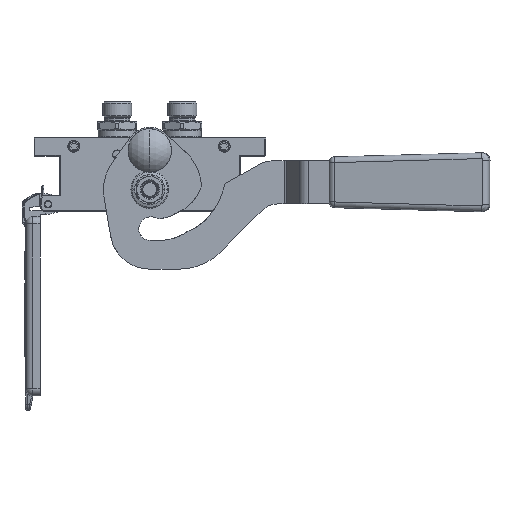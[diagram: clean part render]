
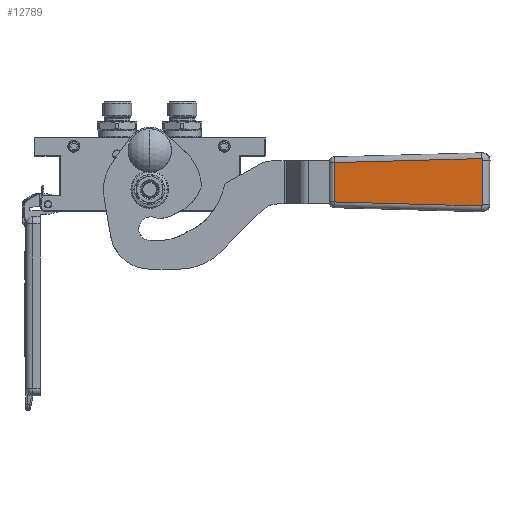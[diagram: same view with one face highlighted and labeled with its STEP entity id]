
A CAD part, front view. The second image highlights one B-rep face of the part: STEP entity #12789.
In plain terms, the highlighted face is planar.
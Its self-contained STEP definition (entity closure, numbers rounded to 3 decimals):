
#312 = EDGE_CURVE ( 'NONE', #36663, #57340, #96627, .T. ) ;
#658 = CARTESIAN_POINT ( 'NONE',  ( 16.363, 0.069, -5.081 ) ) ;
#7605 = DIRECTION ( 'NONE',  ( 1., 0., 0. ) ) ;
#12789 = ADVANCED_FACE ( 'NONE', ( #54081 ), #92720, .F. ) ;
#16261 = LINE ( 'NONE', #80822, #43059 ) ;
#16599 = EDGE_CURVE ( 'NONE', #18820, #36663, #54026, .T. ) ;
#18470 = DIRECTION ( 'NONE',  ( 0., -0.014, 1. ) ) ;
#18488 = AXIS2_PLACEMENT_3D ( 'NONE', #48411, #86211, #18470 ) ;
#18820 = VERTEX_POINT ( 'NONE', #27976 ) ;
#19759 = CARTESIAN_POINT ( 'NONE',  ( -16.364, 0.068, -5.014 ) ) ;
#20019 = B_SPLINE_CURVE_WITH_KNOTS ( 'NONE', 3,
 ( #64645, #19759, #64961, #71837, #34767, #57198, #26611, #86838, #94337, #20402, #72171 ),
 .UNSPECIFIED., .F., .F.,
 ( 4, 1, 1, 1, 1, 1, 1, 1, 4 ),
 ( 0., 0.125, 0.25, 0.375, 0.5, 0.625, 0.75, 0.875, 1. ),
 .UNSPECIFIED. ) ;
#20177 = EDGE_CURVE ( 'NONE', #31029, #18820, #86017, .T. ) ;
#20402 = CARTESIAN_POINT ( 'NONE',  ( -15.43, 0.055, -4.054 ) ) ;
#21812 = CARTESIAN_POINT ( 'NONE',  ( 16.364, 0.068, -5.014 ) ) ;
#26401 = CARTESIAN_POINT ( 'NONE',  ( 13.607, 1.447, -107.054 ) ) ;
#26611 = CARTESIAN_POINT ( 'NONE',  ( -15.931, 0.057, -4.223 ) ) ;
#27976 = CARTESIAN_POINT ( 'NONE',  ( 15.363, 0.055, -4.054 ) ) ;
#31029 = VERTEX_POINT ( 'NONE', #67294 ) ;
#31318 = VECTOR ( 'NONE', #72828, 1000. ) ;
#34767 = CARTESIAN_POINT ( 'NONE',  ( -16.209, 0.061, -4.509 ) ) ;
#36663 = VERTEX_POINT ( 'NONE', #42143 ) ;
#37426 = CARTESIAN_POINT ( 'NONE',  ( 15.43, 0.055, -4.054 ) ) ;
#37745 = CARTESIAN_POINT ( 'NONE',  ( 16.084, 0.059, -4.352 ) ) ;
#38639 = ORIENTED_EDGE ( 'NONE', *, *, #16599, .F. ) ;
#42143 = CARTESIAN_POINT ( 'NONE',  ( 16.363, 0.069, -5.081 ) ) ;
#43059 = VECTOR ( 'NONE', #59637, 1000. ) ;
#44260 = CARTESIAN_POINT ( 'NONE',  ( 15.363, 0.055, -4.054 ) ) ;
#45069 = EDGE_CURVE ( 'NONE', #80024, #31029, #20019, .T. ) ;
#48411 = CARTESIAN_POINT ( 'NONE',  ( 50., 1.5, -111. ) ) ;
#48964 = ORIENTED_EDGE ( 'NONE', *, *, #49399, .F. ) ;
#49399 = EDGE_CURVE ( 'NONE', #84191, #80024, #16261, .T. ) ;
#52075 = CARTESIAN_POINT ( 'NONE',  ( 15.562, 0.055, -4.067 ) ) ;
#52568 = LINE ( 'NONE', #26401, #71153 ) ;
#53610 = ORIENTED_EDGE ( 'NONE', *, *, #20177, .F. ) ;
#54026 = B_SPLINE_CURVE_WITH_KNOTS ( 'NONE', 3,
 ( #44260, #37426, #52075, #82344, #59575, #37745, #66408, #58934, #89850, #21812, #658 ),
 .UNSPECIFIED., .F., .F.,
 ( 4, 1, 1, 1, 1, 1, 1, 1, 4 ),
 ( 0., 0.125, 0.25, 0.375, 0.5, 0.625, 0.75, 0.875, 1. ),
 .UNSPECIFIED. ) ;
#54081 = FACE_OUTER_BOUND ( 'NONE', #89843, .T. ) ;
#56378 = EDGE_CURVE ( 'NONE', #57340, #84191, #52568, .T. ) ;
#57198 = CARTESIAN_POINT ( 'NONE',  ( -16.084, 0.059, -4.352 ) ) ;
#57340 = VERTEX_POINT ( 'NONE', #84524 ) ;
#57719 = ORIENTED_EDGE ( 'NONE', *, *, #56378, .F. ) ;
#58934 = CARTESIAN_POINT ( 'NONE',  ( 16.301, 0.063, -4.688 ) ) ;
#59575 = CARTESIAN_POINT ( 'NONE',  ( 15.931, 0.057, -4.223 ) ) ;
#59637 = DIRECTION ( 'NONE',  ( -0.027, -0.014, 1. ) ) ;
#64645 = CARTESIAN_POINT ( 'NONE',  ( -16.363, 0.069, -5.081 ) ) ;
#64961 = CARTESIAN_POINT ( 'NONE',  ( -16.355, 0.066, -4.882 ) ) ;
#65337 = ORIENTED_EDGE ( 'NONE', *, *, #45069, .F. ) ;
#66408 = CARTESIAN_POINT ( 'NONE',  ( 16.209, 0.061, -4.509 ) ) ;
#67294 = CARTESIAN_POINT ( 'NONE',  ( -15.363, 0.055, -4.054 ) ) ;
#70396 = ORIENTED_EDGE ( 'NONE', *, *, #312, .F. ) ;
#70856 = VECTOR ( 'NONE', #7605, 1000. ) ;
#71153 = VECTOR ( 'NONE', #92176, 1000. ) ;
#71837 = CARTESIAN_POINT ( 'NONE',  ( -16.301, 0.063, -4.688 ) ) ;
#72171 = CARTESIAN_POINT ( 'NONE',  ( -15.363, 0.055, -4.054 ) ) ;
#72503 = CARTESIAN_POINT ( 'NONE',  ( 16.363, 0.069, -5.081 ) ) ;
#72828 = DIRECTION ( 'NONE',  ( -0.027, 0.014, -1. ) ) ;
#75289 = CARTESIAN_POINT ( 'NONE',  ( -15.363, 0.055, -4.054 ) ) ;
#80024 = VERTEX_POINT ( 'NONE', #91152 ) ;
#80822 = CARTESIAN_POINT ( 'NONE',  ( -13.607, 1.447, -107.054 ) ) ;
#82344 = CARTESIAN_POINT ( 'NONE',  ( 15.754, 0.056, -4.127 ) ) ;
#84191 = VERTEX_POINT ( 'NONE', #85869 ) ;
#84524 = CARTESIAN_POINT ( 'NONE',  ( 13.607, 1.447, -107.054 ) ) ;
#85869 = CARTESIAN_POINT ( 'NONE',  ( -13.607, 1.447, -107.054 ) ) ;
#86017 = LINE ( 'NONE', #75289, #70856 ) ;
#86211 = DIRECTION ( 'NONE',  ( 0., 1., 0.014 ) ) ;
#86838 = CARTESIAN_POINT ( 'NONE',  ( -15.754, 0.056, -4.127 ) ) ;
#89843 = EDGE_LOOP ( 'NONE', ( #57719, #70396, #38639, #53610, #65337, #48964 ) ) ;
#89850 = CARTESIAN_POINT ( 'NONE',  ( 16.355, 0.066, -4.882 ) ) ;
#91152 = CARTESIAN_POINT ( 'NONE',  ( -16.363, 0.069, -5.081 ) ) ;
#92176 = DIRECTION ( 'NONE',  ( -1., 0., 0. ) ) ;
#92720 = PLANE ( 'NONE',  #18488 ) ;
#94337 = CARTESIAN_POINT ( 'NONE',  ( -15.562, 0.055, -4.067 ) ) ;
#96627 = LINE ( 'NONE', #72503, #31318 ) ;
